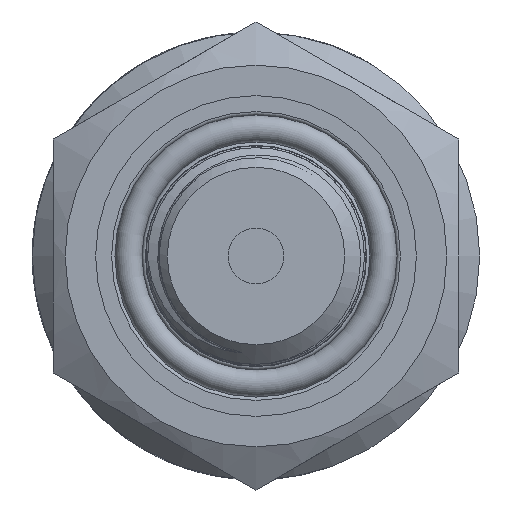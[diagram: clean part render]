
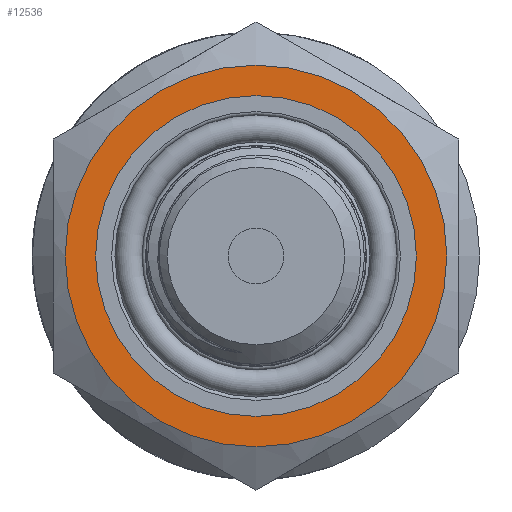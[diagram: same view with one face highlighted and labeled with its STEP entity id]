
A CAD part, left-side view. The second image highlights one B-rep face of the part: STEP entity #12536.
In plain terms, the highlighted planar face has unit normal (-1, 0, 0).
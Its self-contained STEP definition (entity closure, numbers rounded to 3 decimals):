
#1225=FACE_BOUND('',#4221,.T.);
#3208=PLANE('',#13348);
#3484=FACE_OUTER_BOUND('',#4220,.T.);
#4220=EDGE_LOOP('',(#8675));
#4221=EDGE_LOOP('',(#8676));
#5004=CIRCLE('',#13349,11.3);
#5005=CIRCLE('',#13350,9.5);
#5308=VERTEX_POINT('',#17576);
#5309=VERTEX_POINT('',#17578);
#6649=EDGE_CURVE('',#5308,#5308,#5004,.T.);
#6650=EDGE_CURVE('',#5309,#5309,#5005,.T.);
#8675=ORIENTED_EDGE('',*,*,#6649,.T.);
#8676=ORIENTED_EDGE('',*,*,#6650,.T.);
#12536=ADVANCED_FACE('',(#3484,#1225),#3208,.T.);
#13348=AXIS2_PLACEMENT_3D('',#17575,#14092,#14093);
#13349=AXIS2_PLACEMENT_3D('',#17577,#14094,#14095);
#13350=AXIS2_PLACEMENT_3D('',#17579,#14096,#14097);
#14092=DIRECTION('center_axis',(-1.,0.,0.));
#14093=DIRECTION('ref_axis',(0.,0.,1.));
#14094=DIRECTION('center_axis',(-1.,0.,0.));
#14095=DIRECTION('ref_axis',(0.,1.,0.));
#14096=DIRECTION('center_axis',(1.,0.,0.));
#14097=DIRECTION('ref_axis',(0.,0.,-1.));
#17575=CARTESIAN_POINT('Origin',(14.,12.,0.));
#17576=CARTESIAN_POINT('',(14.,-11.3,0.));
#17577=CARTESIAN_POINT('Origin',(14.,0.,0.));
#17578=CARTESIAN_POINT('',(14.,-9.5,0.));
#17579=CARTESIAN_POINT('Origin',(14.,0.,0.));
